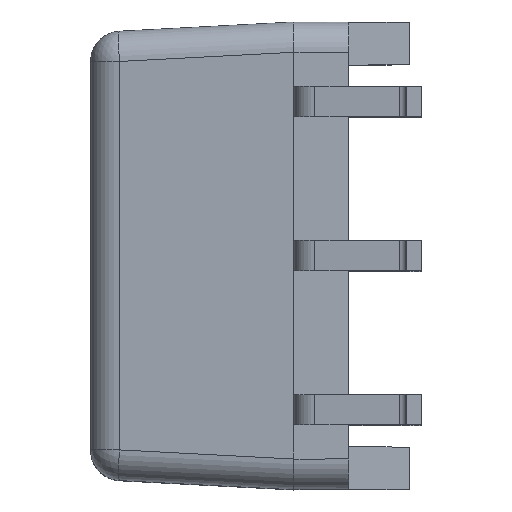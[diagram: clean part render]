
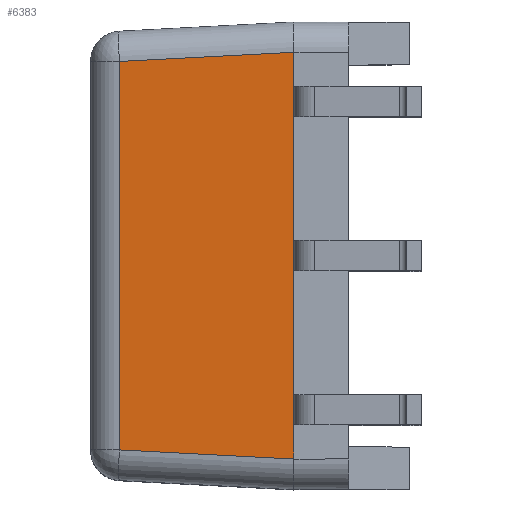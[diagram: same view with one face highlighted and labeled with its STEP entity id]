
A CAD part, top view. The second image highlights one B-rep face of the part: STEP entity #6383.
In plain terms, the highlighted planar face has unit normal (-0.052, 0, 0.999).
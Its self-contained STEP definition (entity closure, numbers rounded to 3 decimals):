
#628=FACE_OUTER_BOUND('',#994,.T.);
#994=EDGE_LOOP('',(#5239,#5240,#5241,#5242));
#1576=LINE('',#10344,#2280);
#1577=LINE('',#10371,#2281);
#1578=LINE('',#10372,#2282);
#1579=LINE('',#10373,#2283);
#2280=VECTOR('',#7682,2.884);
#2281=VECTOR('',#7687,2.884);
#2282=VECTOR('',#7688,6.4);
#2283=VECTOR('',#7689,6.701);
#2934=VERTEX_POINT('',#10342);
#2935=VERTEX_POINT('',#10343);
#2936=VERTEX_POINT('',#10369);
#2937=VERTEX_POINT('',#10370);
#3736=EDGE_CURVE('',#2934,#2935,#1576,.T.);
#3739=EDGE_CURVE('',#2936,#2937,#1577,.T.);
#3740=EDGE_CURVE('',#2936,#2935,#1578,.T.);
#3741=EDGE_CURVE('',#2934,#2937,#1579,.T.);
#5239=ORIENTED_EDGE('',*,*,#3739,.F.);
#5240=ORIENTED_EDGE('',*,*,#3740,.T.);
#5241=ORIENTED_EDGE('',*,*,#3736,.F.);
#5242=ORIENTED_EDGE('',*,*,#3741,.T.);
#6084=PLANE('',#6699);
#6383=ADVANCED_FACE('',(#628),#6084,.F.);
#6699=AXIS2_PLACEMENT_3D('',#10368,#7685,#7686);
#7682=DIRECTION('',(-0.997,0.052,-0.052));
#7685=DIRECTION('center_axis',(0.052,0.,-0.999));
#7686=DIRECTION('ref_axis',(-0.999,0.,-0.052));
#7687=DIRECTION('',(0.997,0.052,0.052));
#7688=DIRECTION('',(0.,-1.,0.));
#7689=DIRECTION('',(0.,1.,0.));
#10342=CARTESIAN_POINT('',(0.725,-3.35,3.36));
#10343=CARTESIAN_POINT('',(-2.151,-3.2,3.209));
#10344=CARTESIAN_POINT('',(0.725,-3.35,3.36));
#10368=CARTESIAN_POINT('Origin',(0.725,-6.5,3.36));
#10369=CARTESIAN_POINT('',(-2.151,3.2,3.209));
#10370=CARTESIAN_POINT('',(0.725,3.35,3.36));
#10371=CARTESIAN_POINT('',(-2.151,3.2,3.209));
#10372=CARTESIAN_POINT('',(-2.151,3.2,3.209));
#10373=CARTESIAN_POINT('',(0.725,-3.35,3.36));
